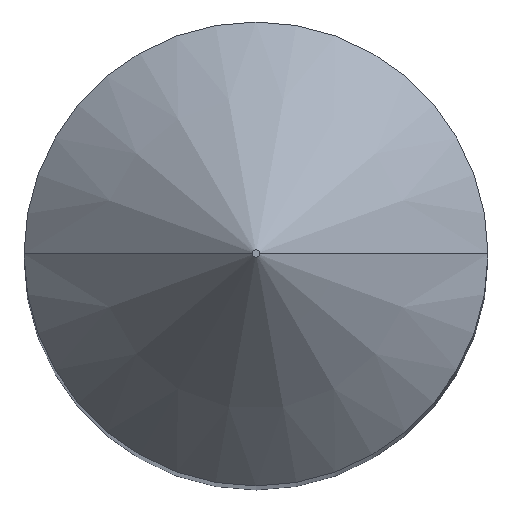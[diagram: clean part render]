
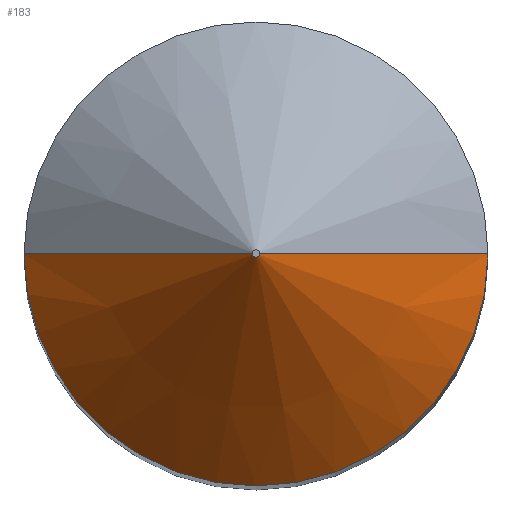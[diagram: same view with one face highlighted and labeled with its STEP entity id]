
A CAD part, top view. The second image highlights one B-rep face of the part: STEP entity #183.
In plain terms, the highlighted conical face has half-angle 45 degrees and reference radius 0.102 mm.
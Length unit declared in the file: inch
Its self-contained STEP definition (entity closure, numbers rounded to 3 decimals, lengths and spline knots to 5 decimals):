
#1 = DIRECTION ( 'NONE',  ( -1., 0., 0. ) ) ;
#2 = EDGE_CURVE ( 'NONE', #14, #209, #10, .T. ) ;
#10 = CIRCLE ( 'NONE', #178, 0.004 ) ;
#14 = VERTEX_POINT ( 'NONE', #16 ) ;
#16 = CARTESIAN_POINT ( 'NONE',  ( 0.004, 0., 3. ) ) ;
#17 = CARTESIAN_POINT ( 'NONE',  ( 0., 0., 3. ) ) ;
#24 = LINE ( 'NONE', #156, #152 ) ;
#33 = LINE ( 'NONE', #196, #239 ) ;
#38 = CIRCLE ( 'NONE', #49, 0.25 ) ;
#40 = VERTEX_POINT ( 'NONE', #91 ) ;
#48 = CARTESIAN_POINT ( 'NONE',  ( -0.25, 0., 2.754 ) ) ;
#49 = AXIS2_PLACEMENT_3D ( 'NONE', #177, #230, #1 ) ;
#54 = ORIENTED_EDGE ( 'NONE', *, *, #90, .T. ) ;
#55 = DIRECTION ( 'NONE',  ( 0.707, 0., -0.707 ) ) ;
#58 = EDGE_CURVE ( 'NONE', #14, #40, #33, .T. ) ;
#62 = EDGE_CURVE ( 'NONE', #40, #144, #38, .T. ) ;
#64 = CARTESIAN_POINT ( 'NONE',  ( 0., 0., 3. ) ) ;
#71 = DIRECTION ( 'NONE',  ( 0., 0., -1. ) ) ;
#82 = CONICAL_SURFACE ( 'NONE', #208, 0.004, 0.785 ) ;
#85 = DIRECTION ( 'NONE',  ( 1., 0., 0. ) ) ;
#87 = ORIENTED_EDGE ( 'NONE', *, *, #58, .F. ) ;
#90 = EDGE_CURVE ( 'NONE', #209, #144, #24, .T. ) ;
#91 = CARTESIAN_POINT ( 'NONE',  ( 0.25, 0., 2.754 ) ) ;
#144 = VERTEX_POINT ( 'NONE', #48 ) ;
#152 = VECTOR ( 'NONE', #201, 39.37008 ) ;
#156 = CARTESIAN_POINT ( 'NONE',  ( -0.004, 0., 3. ) ) ;
#166 = EDGE_LOOP ( 'NONE', ( #228, #54, #248, #87 ) ) ;
#167 = CARTESIAN_POINT ( 'NONE',  ( -0.004, 0., 3. ) ) ;
#177 = CARTESIAN_POINT ( 'NONE',  ( 0., 0., 2.754 ) ) ;
#178 = AXIS2_PLACEMENT_3D ( 'NONE', #17, #71, #212 ) ;
#183 = ADVANCED_FACE ( 'NONE', ( #241 ), #82, .T. ) ;
#196 = CARTESIAN_POINT ( 'NONE',  ( 0.004, 0., 3. ) ) ;
#201 = DIRECTION ( 'NONE',  ( -0.707, 0., -0.707 ) ) ;
#208 = AXIS2_PLACEMENT_3D ( 'NONE', #64, #225, #85 ) ;
#209 = VERTEX_POINT ( 'NONE', #167 ) ;
#212 = DIRECTION ( 'NONE',  ( -1., 0., 0. ) ) ;
#225 = DIRECTION ( 'NONE',  ( 0., 0., -1. ) ) ;
#228 = ORIENTED_EDGE ( 'NONE', *, *, #2, .T. ) ;
#230 = DIRECTION ( 'NONE',  ( 0., 0., -1. ) ) ;
#239 = VECTOR ( 'NONE', #55, 39.37008 ) ;
#241 = FACE_OUTER_BOUND ( 'NONE', #166, .T. ) ;
#248 = ORIENTED_EDGE ( 'NONE', *, *, #62, .F. ) ;
